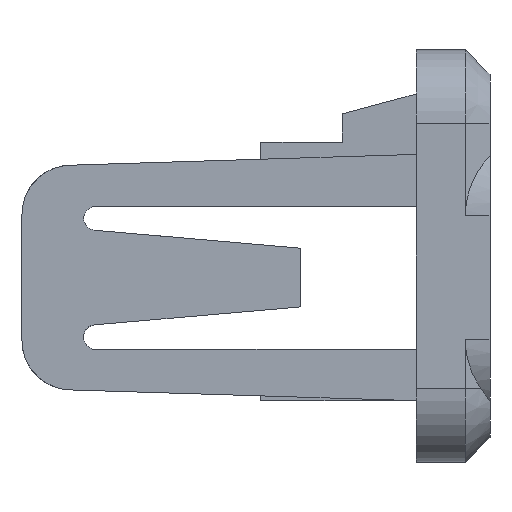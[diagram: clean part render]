
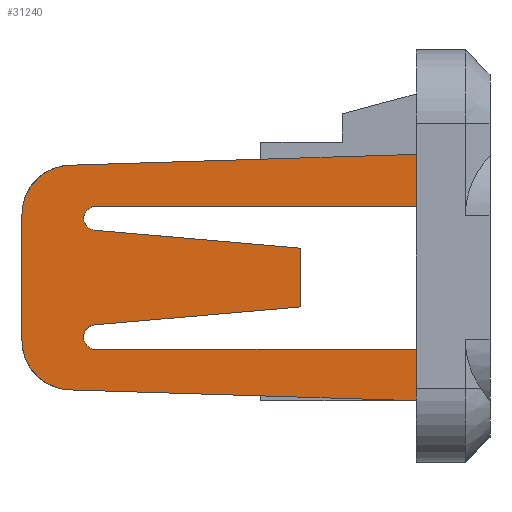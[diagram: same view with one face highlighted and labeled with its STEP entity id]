
A CAD part, left-side view. The second image highlights one B-rep face of the part: STEP entity #31240.
In plain terms, the highlighted face is planar.
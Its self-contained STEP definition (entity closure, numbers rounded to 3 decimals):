
#100=CARTESIAN_POINT('',(67.845,6.309,6.2));
#110=VERTEX_POINT('',#100);
#160=CARTESIAN_POINT('',(67.845,6.309,6.2));
#170=DIRECTION('',(0.,1.,0.));
#180=VECTOR('',#170,1.);
#190=LINE('',#160,#180);
#200=CARTESIAN_POINT('',(67.845,8.691,6.2));
#210=VERTEX_POINT('',#200);
#220=EDGE_CURVE('',#110,#210,#190,.T.);
#3860=CARTESIAN_POINT('',(67.845,2.5,1.5));
#3870=VERTEX_POINT('',#3860);
#3900=CARTESIAN_POINT('',(67.845,0.,1.5));
#3910=DIRECTION('',(0.,1.,0.));
#3920=VECTOR('',#3910,1.);
#3930=LINE('',#3900,#3920);
#3940=CARTESIAN_POINT('',(67.845,4.585,1.5));
#3950=VERTEX_POINT('',#3940);
#3960=EDGE_CURVE('',#3870,#3950,#3930,.T.);
#4320=CARTESIAN_POINT('',(67.845,10.385,1.5));
#4330=VERTEX_POINT('',#4320);
#4360=CARTESIAN_POINT('',(67.845,12.5,1.5));
#4370=VERTEX_POINT('',#4360);
#4380=EDGE_CURVE('',#4330,#4370,#3930,.T.);
#29750=CARTESIAN_POINT('',(67.845,4.585,0.));
#29760=DIRECTION('',(0.,0.,-1.));
#29770=VECTOR('',#29760,1.);
#29780=LINE('',#29750,#29770);
#29790=CARTESIAN_POINT('',(67.845,4.585,14.5));
#29800=VERTEX_POINT('',#29790);
#29810=EDGE_CURVE('',#29800,#3950,#29780,.T.);
#30080=CARTESIAN_POINT('',(67.845,5.081,14.5));
#30090=DIRECTION('',(-1.,0.,0.));
#30100=DIRECTION('',(0.,-1.,0.));
#30110=AXIS2_PLACEMENT_3D('',#30080,#30090,#30100);
#30120=CIRCLE('',#30110,0.5);
#30130=CARTESIAN_POINT('',(67.845,5.579,14.544));
#30140=VERTEX_POINT('',#30130);
#30150=EDGE_CURVE('',#29800,#30140,#30120,.T.);
#30340=CARTESIAN_POINT('',(67.845,11.336,-0.209));
#30350=DIRECTION('',(1.,0.,0.));
#30360=DIRECTION('',(0.,1.,0.));
#30370=AXIS2_PLACEMENT_3D('',#30340,#30350,#30360);
#30380=PLANE('',#30370);
#30390=CARTESIAN_POINT('',(67.845,4.938,17.5));
#30400=DIRECTION('',(0.,1.,0.));
#30410=VECTOR('',#30400,1.);
#30420=LINE('',#30390,#30410);
#30430=CARTESIAN_POINT('',(67.845,4.938,17.5));
#30440=VERTEX_POINT('',#30430);
#30450=CARTESIAN_POINT('',(67.845,10.062,17.5));
#30460=VERTEX_POINT('',#30450);
#30470=EDGE_CURVE('',#30440,#30460,#30420,.T.);
#30480=ORIENTED_EDGE('',*,*,#30470,.F.);
#30490=CARTESIAN_POINT('',(67.845,10.062,15.5));
#30500=DIRECTION('',(1.,0.,0.));
#30510=DIRECTION('',(0.,1.,0.031));
#30520=AXIS2_PLACEMENT_3D('',#30490,#30500,#30510);
#30530=CIRCLE('',#30520,2.);
#30540=CARTESIAN_POINT('',(67.845,12.061,15.562));
#30550=VERTEX_POINT('',#30540);
#30560=EDGE_CURVE('',#30550,#30460,#30530,.T.);
#30570=ORIENTED_EDGE('',*,*,#30560,.T.);
#30580=CARTESIAN_POINT('',(67.845,12.547,0.));
#30590=DIRECTION('',(0.,-0.031,1.));
#30600=VECTOR('',#30590,1.);
#30610=LINE('',#30580,#30600);
#30620=EDGE_CURVE('',#4370,#30550,#30610,.T.);
#30630=ORIENTED_EDGE('',*,*,#30620,.T.);
#30640=ORIENTED_EDGE('',*,*,#4380,.T.);
#30650=CARTESIAN_POINT('',(67.845,10.385,0.));
#30660=DIRECTION('',(0.,0.,1.));
#30670=VECTOR('',#30660,1.);
#30680=LINE('',#30650,#30670);
#30690=CARTESIAN_POINT('',(67.845,10.385,14.5));
#30700=VERTEX_POINT('',#30690);
#30710=EDGE_CURVE('',#4330,#30700,#30680,.T.);
#30720=ORIENTED_EDGE('',*,*,#30710,.F.);
#30730=CARTESIAN_POINT('',(67.845,9.885,14.5));
#30740=DIRECTION('',(-1.,0.,0.));
#30750=DIRECTION('',(0.,0.034,0.999));
#30760=AXIS2_PLACEMENT_3D('',#30730,#30740,#30750);
#30770=CIRCLE('',#30760,0.5);
#30780=CARTESIAN_POINT('',(67.845,9.902,15.));
#30790=VERTEX_POINT('',#30780);
#30800=EDGE_CURVE('',#30790,#30700,#30770,.T.);
#30810=ORIENTED_EDGE('',*,*,#30800,.T.);
#30820=CARTESIAN_POINT('',(67.845,9.919,14.5));
#30830=DIRECTION('',(-1.,0.,0.));
#30840=DIRECTION('',(0.,-0.996,0.087));
#30850=AXIS2_PLACEMENT_3D('',#30820,#30830,#30840);
#30860=CIRCLE('',#30850,0.5);
#30870=CARTESIAN_POINT('',(67.845,9.421,14.544));
#30880=VERTEX_POINT('',#30870);
#30890=EDGE_CURVE('',#30880,#30790,#30860,.T.);
#30900=ORIENTED_EDGE('',*,*,#30890,.T.);
#30910=CARTESIAN_POINT('',(67.845,8.691,6.2));
#30920=DIRECTION('',(0.,0.087,0.996));
#30930=VECTOR('',#30920,1.);
#30940=LINE('',#30910,#30930);
#30950=EDGE_CURVE('',#210,#30880,#30940,.T.);
#30960=ORIENTED_EDGE('',*,*,#30950,.T.);
#30970=ORIENTED_EDGE('',*,*,#220,.T.);
#30980=CARTESIAN_POINT('',(67.845,5.579,14.544));
#30990=DIRECTION('',(0.,0.087,-0.996));
#31000=VECTOR('',#30990,1.);
#31010=LINE('',#30980,#31000);
#31020=EDGE_CURVE('',#30140,#110,#31010,.T.);
#31030=ORIENTED_EDGE('',*,*,#31020,.T.);
#31040=ORIENTED_EDGE('',*,*,#30150,.T.);
#31050=ORIENTED_EDGE('',*,*,#29810,.F.);
#31060=ORIENTED_EDGE('',*,*,#3960,.T.);
#31070=CARTESIAN_POINT('',(67.845,2.453,0.));
#31080=DIRECTION('',(0.,-0.031,-1.));
#31090=VECTOR('',#31080,1.);
#31100=LINE('',#31070,#31090);
#31110=CARTESIAN_POINT('',(67.845,2.939,15.562));
#31120=VERTEX_POINT('',#31110);
#31130=EDGE_CURVE('',#31120,#3870,#31100,.T.);
#31140=ORIENTED_EDGE('',*,*,#31130,.T.);
#31150=CARTESIAN_POINT('',(67.845,4.938,15.5));
#31160=DIRECTION('',(1.,0.,0.));
#31170=DIRECTION('',(0.,0.,1.));
#31180=AXIS2_PLACEMENT_3D('',#31150,#31160,#31170);
#31190=CIRCLE('',#31180,2.);
#31200=EDGE_CURVE('',#30440,#31120,#31190,.T.);
#31210=ORIENTED_EDGE('',*,*,#31200,.T.);
#31220=EDGE_LOOP('',(#31210,#31140,#31060,#31050,#31040,#31030,#30970,
#30960,#30900,#30810,#30720,#30640,#30630,#30570,#30480));
#31230=FACE_OUTER_BOUND('',#31220,.T.);
#31240=ADVANCED_FACE('',(#31230),#30380,.T.);
